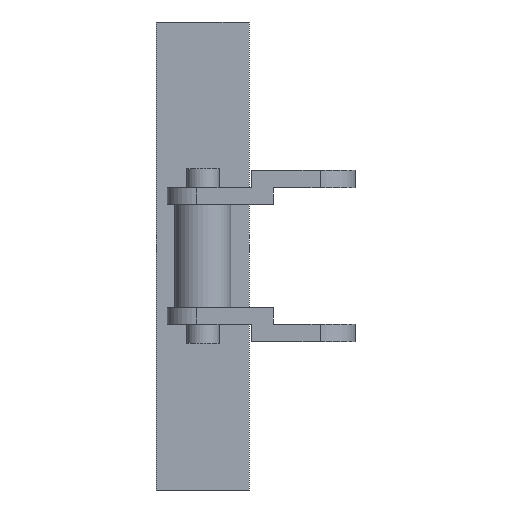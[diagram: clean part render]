
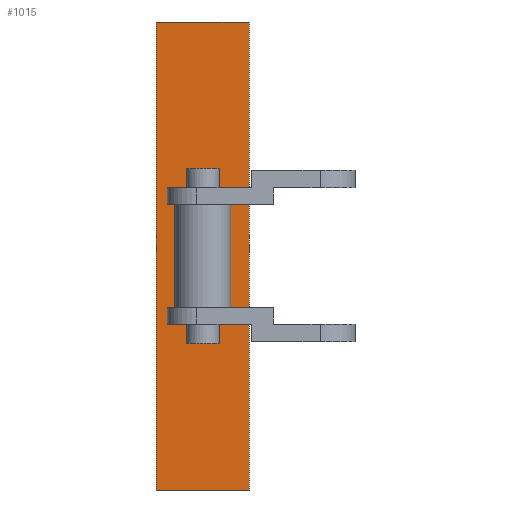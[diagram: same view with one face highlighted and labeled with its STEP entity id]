
A CAD part, front view. The second image highlights one B-rep face of the part: STEP entity #1015.
In plain terms, the highlighted planar face has unit normal (0, -1, 0).
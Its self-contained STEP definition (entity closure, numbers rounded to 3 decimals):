
#46=FACE_BOUND('',#130,.T.);
#74=FACE_OUTER_BOUND('',#129,.T.);
#129=EDGE_LOOP('',(#764,#765,#766,#767));
#130=EDGE_LOOP('',(#768,#769,#770,#771,#772,#773,#774,#775,#776,#777,#778,
#779));
#207=LINE('',#1527,#319);
#217=LINE('',#1544,#329);
#218=LINE('',#1546,#330);
#221=LINE('',#1553,#333);
#222=LINE('',#1557,#334);
#223=LINE('',#1559,#335);
#224=LINE('',#1561,#336);
#225=LINE('',#1563,#337);
#226=LINE('',#1565,#338);
#227=LINE('',#1567,#339);
#228=LINE('',#1569,#340);
#229=LINE('',#1571,#341);
#230=LINE('',#1573,#342);
#231=LINE('',#1575,#343);
#232=LINE('',#1577,#344);
#233=LINE('',#1578,#345);
#319=VECTOR('',#1229,7.85);
#329=VECTOR('',#1241,7.85);
#330=VECTOR('',#1244,39.6);
#333=VECTOR('',#1255,39.6);
#334=VECTOR('',#1258,0.6);
#335=VECTOR('',#1259,1.4);
#336=VECTOR('',#1260,6.);
#337=VECTOR('',#1261,1.4);
#338=VECTOR('',#1262,0.65);
#339=VECTOR('',#1263,8.74);
#340=VECTOR('',#1264,0.65);
#341=VECTOR('',#1265,1.4);
#342=VECTOR('',#1266,6.);
#343=VECTOR('',#1267,1.4);
#344=VECTOR('',#1268,0.6);
#345=VECTOR('',#1269,8.74);
#450=VERTEX_POINT('',#1524);
#451=VERTEX_POINT('',#1526);
#454=VERTEX_POINT('',#1535);
#457=VERTEX_POINT('',#1542);
#458=VERTEX_POINT('',#1555);
#459=VERTEX_POINT('',#1556);
#460=VERTEX_POINT('',#1558);
#461=VERTEX_POINT('',#1560);
#462=VERTEX_POINT('',#1562);
#463=VERTEX_POINT('',#1564);
#464=VERTEX_POINT('',#1566);
#465=VERTEX_POINT('',#1568);
#466=VERTEX_POINT('',#1570);
#467=VERTEX_POINT('',#1572);
#468=VERTEX_POINT('',#1574);
#469=VERTEX_POINT('',#1576);
#563=EDGE_CURVE('',#451,#450,#207,.T.);
#573=EDGE_CURVE('',#457,#454,#217,.T.);
#574=EDGE_CURVE('',#450,#454,#218,.T.);
#577=EDGE_CURVE('',#451,#457,#221,.T.);
#578=EDGE_CURVE('',#458,#459,#222,.T.);
#579=EDGE_CURVE('',#458,#460,#223,.T.);
#580=EDGE_CURVE('',#460,#461,#224,.T.);
#581=EDGE_CURVE('',#462,#461,#225,.T.);
#582=EDGE_CURVE('',#463,#462,#226,.T.);
#583=EDGE_CURVE('',#463,#464,#227,.T.);
#584=EDGE_CURVE('',#464,#465,#228,.T.);
#585=EDGE_CURVE('',#465,#466,#229,.T.);
#586=EDGE_CURVE('',#467,#466,#230,.T.);
#587=EDGE_CURVE('',#468,#467,#231,.T.);
#588=EDGE_CURVE('',#468,#469,#232,.T.);
#589=EDGE_CURVE('',#459,#469,#233,.T.);
#764=ORIENTED_EDGE('',*,*,#563,.T.);
#765=ORIENTED_EDGE('',*,*,#574,.T.);
#766=ORIENTED_EDGE('',*,*,#573,.F.);
#767=ORIENTED_EDGE('',*,*,#577,.F.);
#768=ORIENTED_EDGE('',*,*,#578,.F.);
#769=ORIENTED_EDGE('',*,*,#579,.T.);
#770=ORIENTED_EDGE('',*,*,#580,.T.);
#771=ORIENTED_EDGE('',*,*,#581,.F.);
#772=ORIENTED_EDGE('',*,*,#582,.F.);
#773=ORIENTED_EDGE('',*,*,#583,.T.);
#774=ORIENTED_EDGE('',*,*,#584,.T.);
#775=ORIENTED_EDGE('',*,*,#585,.T.);
#776=ORIENTED_EDGE('',*,*,#586,.F.);
#777=ORIENTED_EDGE('',*,*,#587,.F.);
#778=ORIENTED_EDGE('',*,*,#588,.T.);
#779=ORIENTED_EDGE('',*,*,#589,.F.);
#973=PLANE('',#1088);
#1015=ADVANCED_FACE('',(#74,#46),#973,.T.);
#1088=AXIS2_PLACEMENT_3D('',#1554,#1256,#1257);
#1229=DIRECTION('',(1.,0.,0.));
#1241=DIRECTION('',(1.,0.,0.));
#1244=DIRECTION('',(0.,0.,1.));
#1255=DIRECTION('',(0.,0.,1.));
#1256=DIRECTION('center_axis',(0.,-1.,0.));
#1257=DIRECTION('ref_axis',(0.,0.,-1.));
#1258=DIRECTION('',(-1.,0.,0.));
#1259=DIRECTION('',(0.,0.,-1.));
#1260=DIRECTION('',(-1.,0.,0.));
#1261=DIRECTION('',(0.,0.,-1.));
#1262=DIRECTION('',(-1.,0.,0.));
#1263=DIRECTION('',(0.,0.,1.));
#1264=DIRECTION('',(-1.,0.,0.));
#1265=DIRECTION('',(0.,0.,1.));
#1266=DIRECTION('',(-1.,0.,0.));
#1267=DIRECTION('',(0.,0.,1.));
#1268=DIRECTION('',(-1.,0.,0.));
#1269=DIRECTION('',(0.,0.,1.));
#1524=CARTESIAN_POINT('',(3.925,0.,-19.8));
#1526=CARTESIAN_POINT('',(-3.925,0.,-19.8));
#1527=CARTESIAN_POINT('',(-3.925,0.,-19.8));
#1535=CARTESIAN_POINT('',(3.925,0.,19.8));
#1542=CARTESIAN_POINT('',(-3.925,0.,19.8));
#1544=CARTESIAN_POINT('',(-3.925,0.,19.8));
#1546=CARTESIAN_POINT('',(3.925,0.,-19.8));
#1553=CARTESIAN_POINT('',(-3.925,0.,-19.8));
#1554=CARTESIAN_POINT('Origin',(-3.925,0.,-19.8));
#1555=CARTESIAN_POINT('',(2.975,0.,-4.37));
#1556=CARTESIAN_POINT('',(2.375,0.,-4.37));
#1557=CARTESIAN_POINT('',(2.975,0.,-4.37));
#1558=CARTESIAN_POINT('',(2.975,0.,-5.77));
#1559=CARTESIAN_POINT('',(2.975,0.,-4.37));
#1560=CARTESIAN_POINT('',(-3.025,0.,-5.77));
#1561=CARTESIAN_POINT('',(2.975,0.,-5.77));
#1562=CARTESIAN_POINT('',(-3.025,0.,-4.37));
#1563=CARTESIAN_POINT('',(-3.025,0.,-4.37));
#1564=CARTESIAN_POINT('',(-2.375,0.,-4.37));
#1565=CARTESIAN_POINT('',(-2.375,0.,-4.37));
#1566=CARTESIAN_POINT('',(-2.375,0.,4.37));
#1567=CARTESIAN_POINT('',(-2.375,0.,-4.37));
#1568=CARTESIAN_POINT('',(-3.025,0.,4.37));
#1569=CARTESIAN_POINT('',(-2.375,0.,4.37));
#1570=CARTESIAN_POINT('',(-3.025,0.,5.77));
#1571=CARTESIAN_POINT('',(-3.025,0.,4.37));
#1572=CARTESIAN_POINT('',(2.975,0.,5.77));
#1573=CARTESIAN_POINT('',(2.975,0.,5.77));
#1574=CARTESIAN_POINT('',(2.975,0.,4.37));
#1575=CARTESIAN_POINT('',(2.975,0.,4.37));
#1576=CARTESIAN_POINT('',(2.375,0.,4.37));
#1577=CARTESIAN_POINT('',(2.975,0.,4.37));
#1578=CARTESIAN_POINT('',(2.375,0.,-4.37));
